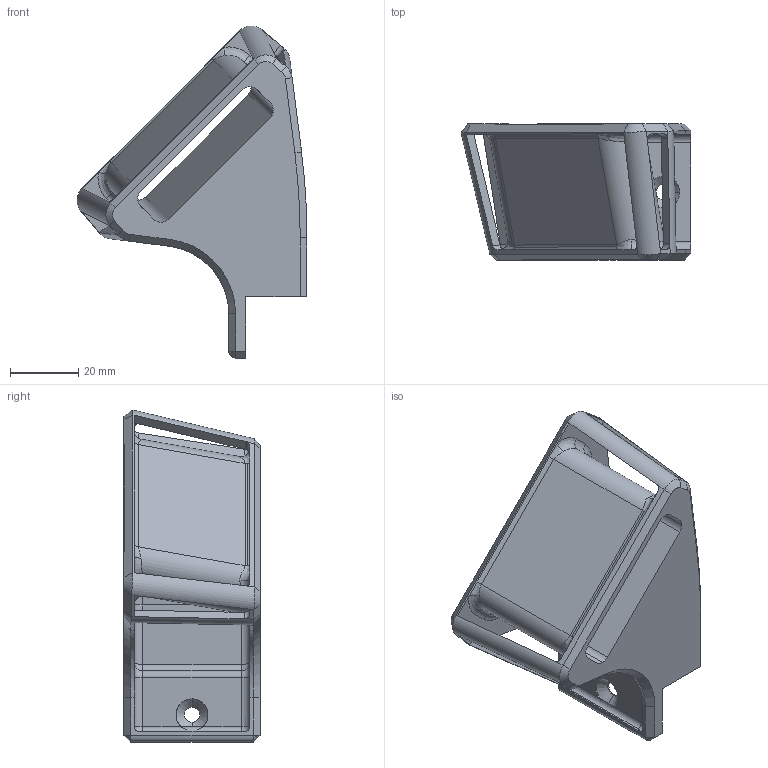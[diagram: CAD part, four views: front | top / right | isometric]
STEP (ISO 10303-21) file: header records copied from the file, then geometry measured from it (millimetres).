
FILE_DESCRIPTION (( 'STEP AP214' ), '1' );
FILE_NAME ('4x4 Solver PRT_311-1-260325 - Camera clip B.STEP', '2025-03-26T20:33:05', ( '' ), ( '' ), 'SwSTEP 2.0', 'SolidWorks 2023', '' );
FILE_SCHEMA (( 'AUTOMOTIVE_DESIGN' ));
Length unit declared in the file: millimetre
Products named in the file (1): 4x4 Solver PRT_311-1-260325 - Camera clip B
Bounding box: 67.63 x 40 x 97.63 mm (x, y, z)
Volume: 37072.6 mm3; surface area: 25633.8 mm2
Topology: 1 solids, 1 shells, 196 faces, 502 edges, 288 vertices
Faces by surface type: cylinder 74, plane 68, bspline 34, cone 10, torus 10
Entity records: 7423 total; most frequent: CARTESIAN_POINT 3119, ORIENTED_EDGE 984, DIRECTION 788, EDGE_CURVE 492, VERTEX_POINT 288, AXIS2_PLACEMENT_3D 268, VECTOR 252, LINE 252
